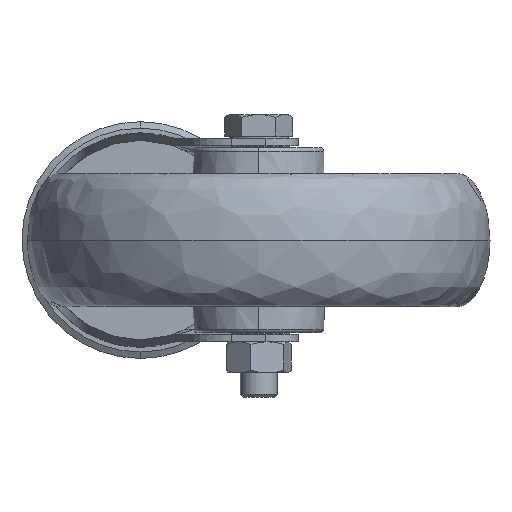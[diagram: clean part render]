
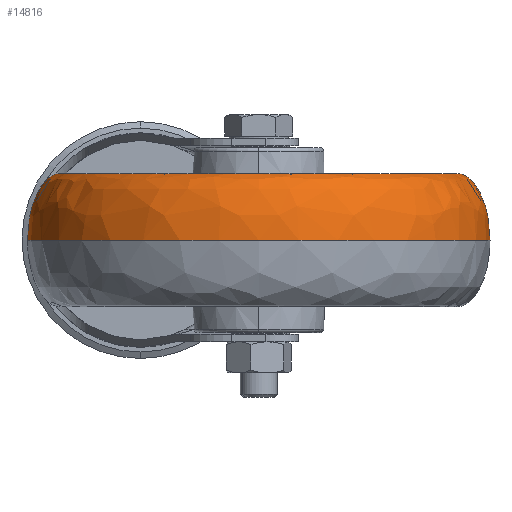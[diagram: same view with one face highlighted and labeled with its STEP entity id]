
A CAD part, front view. The second image highlights one B-rep face of the part: STEP entity #14816.
In plain terms, the highlighted free-form (B-spline) face has degree [3, 3] with [4, 4] control points.
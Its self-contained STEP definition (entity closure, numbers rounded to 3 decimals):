
#195 = CARTESIAN_POINT ( 'NONE',  ( 88.779, -172.434, 24.505 ) ) ;
#284 = CARTESIAN_POINT ( 'NONE',  ( 74.424, -47.434, 27.98 ) ) ;
#369 = CARTESIAN_POINT ( 'NONE',  ( 88.779, -47.434, -4.408 ) ) ;
#848 = CARTESIAN_POINT ( 'NONE',  ( 71.031, -47.434, -0.112 ) ) ;
#1475 = CARTESIAN_POINT ( 'NONE',  ( -36.221, -47.434, 24.505 ) ) ;
#2261 = DIRECTION ( 'NONE',  ( 0., 0., -1. ) ) ;
#2553 = CIRCLE ( 'NONE', #4787, 62.5 ) ;
#2570 = CARTESIAN_POINT ( 'NONE',  ( 71.031, -47.434, -0.112 ) ) ;
#3002 = CARTESIAN_POINT ( 'NONE',  ( 71.031, -136.937, -0.112 ) ) ;
#3113 = CIRCLE ( 'NONE', #8670, 44.751 ) ;
#3982 = VERTEX_POINT ( 'NONE', #848 ) ;
#4145 = CARTESIAN_POINT ( 'NONE',  ( 74.424, -143.723, 27.98 ) ) ;
#4787 = AXIS2_PLACEMENT_3D ( 'NONE', #6423, #11773, #17106 ) ;
#4851 = FACE_OUTER_BOUND ( 'NONE', #8650, .T. ) ;
#5247 = EDGE_CURVE ( 'NONE', #7950, #14206, #3113, .T. ) ;
#5255 = CARTESIAN_POINT ( 'NONE',  ( -36.221, -47.434, 24.505 ) ) ;
#5267 = CARTESIAN_POINT ( 'NONE',  ( -21.866, -47.434, 27.98 ) ) ;
#5319 = AXIS2_PLACEMENT_3D ( 'NONE', #10034, #2261, #15295 ) ;
#5365 = CARTESIAN_POINT ( 'NONE',  ( 88.779, -172.434, -4.408 ) ) ;
#5510 = EDGE_CURVE ( 'NONE', #5966, #15694, #2553, .T. ) ;
#5630 = CARTESIAN_POINT ( 'NONE',  ( -18.472, -47.434, -0.112 ) ) ;
#5771 =( BOUNDED_SURFACE ( )  B_SPLINE_SURFACE ( 3, 3, ( 
 ( #369, #5365, #14671, #10962 ),
 ( #10607, #195, #12286, #1475 ),
 ( #284, #4145, #12111, #5267 ),
 ( #9661, #3002, #12014, #5630 ) ),
 .UNSPECIFIED., .F., .F., .T. ) 
 B_SPLINE_SURFACE_WITH_KNOTS ( ( 4, 4 ),
 ( 4, 4 ),
 ( 0., 1. ),
 ( 0., 1. ),
 .UNSPECIFIED. ) 
 GEOMETRIC_REPRESENTATION_ITEM ( )  RATIONAL_B_SPLINE_SURFACE ( (
 ( 1., 0.333, 0.333, 1.),
 ( 0.412, 0.137, 0.137, 0.412),
 ( 0.412, 0.137, 0.137, 0.412),
 ( 1., 0.333, 0.333, 1.) ) ) 
 REPRESENTATION_ITEM ( '' )  SURFACE ( )  );
#5966 = VERTEX_POINT ( 'NONE', #10067 ) ;
#6423 = CARTESIAN_POINT ( 'NONE',  ( 26.279, -47.434, -4.408 ) ) ;
#6573 = CARTESIAN_POINT ( 'NONE',  ( 26.279, -92.185, -0.112 ) ) ;
#7950 = VERTEX_POINT ( 'NONE', #6573 ) ;
#7971 = ORIENTED_EDGE ( 'NONE', *, *, #5247, .T. ) ;
#8057 = ORIENTED_EDGE ( 'NONE', *, *, #5510, .T. ) ;
#8102 = DIRECTION ( 'NONE',  ( 0., 0., -1. ) ) ;
#8650 = EDGE_LOOP ( 'NONE', ( #8057, #16369, #10721, #7971, #10248 ) ) ;
#8670 = AXIS2_PLACEMENT_3D ( 'NONE', #9436, #8102, #13479 ) ;
#9436 = CARTESIAN_POINT ( 'NONE',  ( 26.279, -47.434, -0.112 ) ) ;
#9661 = CARTESIAN_POINT ( 'NONE',  ( 71.031, -47.434, -0.112 ) ) ;
#9767 = EDGE_CURVE ( 'NONE', #5966, #14206, #17182, .T. ) ;
#9790 = CIRCLE ( 'NONE', #5319, 44.751 ) ;
#10034 = CARTESIAN_POINT ( 'NONE',  ( 26.279, -47.434, -0.112 ) ) ;
#10067 = CARTESIAN_POINT ( 'NONE',  ( -36.221, -47.434, -4.408 ) ) ;
#10248 = ORIENTED_EDGE ( 'NONE', *, *, #9767, .F. ) ;
#10607 = CARTESIAN_POINT ( 'NONE',  ( 88.779, -47.434, 24.505 ) ) ;
#10721 = ORIENTED_EDGE ( 'NONE', *, *, #11704, .T. ) ;
#10962 = CARTESIAN_POINT ( 'NONE',  ( -36.221, -47.434, -4.408 ) ) ;
#11704 = EDGE_CURVE ( 'NONE', #3982, #7950, #9790, .T. ) ;
#11773 = DIRECTION ( 'NONE',  ( 0., 0., 1. ) ) ;
#12014 = CARTESIAN_POINT ( 'NONE',  ( -18.472, -136.937, -0.112 ) ) ;
#12111 = CARTESIAN_POINT ( 'NONE',  ( -21.866, -143.723, 27.98 ) ) ;
#12286 = CARTESIAN_POINT ( 'NONE',  ( -36.221, -172.434, 24.505 ) ) ;
#12361 = CARTESIAN_POINT ( 'NONE',  ( -18.472, -47.434, -0.112 ) ) ;
#13479 = DIRECTION ( 'NONE',  ( 0., -1., 0. ) ) ;
#13782 = EDGE_CURVE ( 'NONE', #15694, #3982, #17072, .T. ) ;
#14074 = CARTESIAN_POINT ( 'NONE',  ( -18.472, -47.434, -0.112 ) ) ;
#14206 = VERTEX_POINT ( 'NONE', #14074 ) ;
#14671 = CARTESIAN_POINT ( 'NONE',  ( -36.221, -172.434, -4.408 ) ) ;
#14816 = ADVANCED_FACE ( 'NONE', ( #4851 ), #5771, .T. ) ;
#15115 = CARTESIAN_POINT ( 'NONE',  ( 88.779, -47.434, -4.408 ) ) ;
#15295 = DIRECTION ( 'NONE',  ( 0., -1., 0. ) ) ;
#15612 = CARTESIAN_POINT ( 'NONE',  ( 88.779, -47.434, -4.408 ) ) ;
#15694 = VERTEX_POINT ( 'NONE', #15115 ) ;
#15872 = CARTESIAN_POINT ( 'NONE',  ( 74.424, -47.434, 27.98 ) ) ;
#15944 = CARTESIAN_POINT ( 'NONE',  ( -21.866, -47.434, 27.98 ) ) ;
#16369 = ORIENTED_EDGE ( 'NONE', *, *, #13782, .T. ) ;
#17072 =( BOUNDED_CURVE ( )  B_SPLINE_CURVE ( 3, ( #15612, #17091, #15872, #2570 ),
 .UNSPECIFIED., .F., .F. ) 
 B_SPLINE_CURVE_WITH_KNOTS ( ( 4, 4 ),
 ( 1.568, 4.473 ),
 .UNSPECIFIED. ) 
 CURVE ( )  GEOMETRIC_REPRESENTATION_ITEM ( )  RATIONAL_B_SPLINE_CURVE ( ( 1., 0.412, 0.412, 1. ) ) 
 REPRESENTATION_ITEM ( '' )  );
#17091 = CARTESIAN_POINT ( 'NONE',  ( 88.779, -47.434, 24.505 ) ) ;
#17106 = DIRECTION ( 'NONE',  ( 0., 1., 0. ) ) ;
#17182 =( BOUNDED_CURVE ( )  B_SPLINE_CURVE ( 3, ( #17249, #5255, #15944, #12361 ),
 .UNSPECIFIED., .F., .F. ) 
 B_SPLINE_CURVE_WITH_KNOTS ( ( 4, 4 ),
 ( 1.568, 4.473 ),
 .UNSPECIFIED. ) 
 CURVE ( )  GEOMETRIC_REPRESENTATION_ITEM ( )  RATIONAL_B_SPLINE_CURVE ( ( 1., 0.412, 0.412, 1. ) ) 
 REPRESENTATION_ITEM ( '' )  );
#17249 = CARTESIAN_POINT ( 'NONE',  ( -36.221, -47.434, -4.408 ) ) ;
